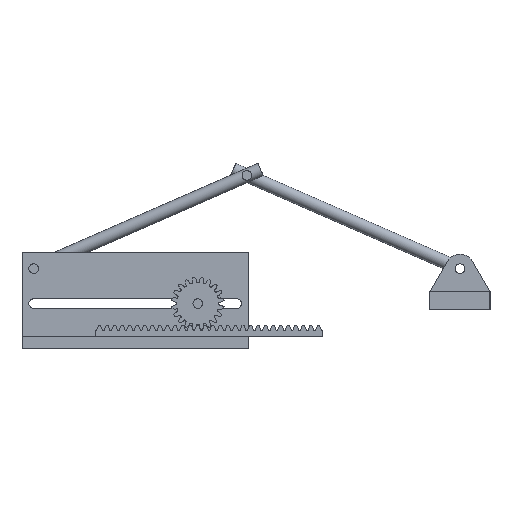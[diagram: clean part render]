
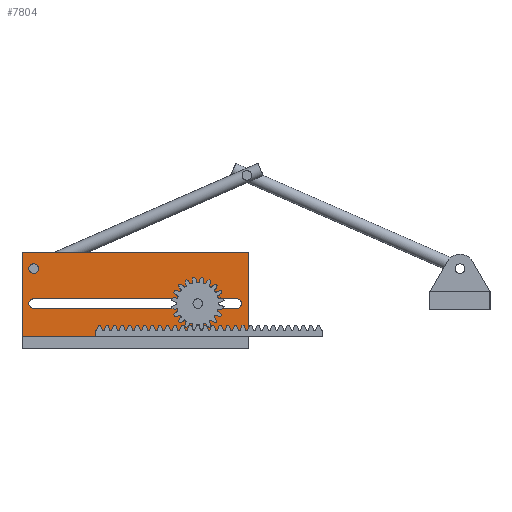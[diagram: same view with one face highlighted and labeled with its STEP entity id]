
A CAD part, front view. The second image highlights one B-rep face of the part: STEP entity #7804.
In plain terms, the highlighted planar face has unit normal (0, -1, 0).
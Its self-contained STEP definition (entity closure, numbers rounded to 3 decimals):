
#25=FACE_BOUND('',#1225,.T.);
#26=FACE_BOUND('',#1226,.T.);
#431=PLANE('',#8566);
#820=FACE_OUTER_BOUND('',#1224,.T.);
#1224=EDGE_LOOP('',(#7091,#7092,#7093,#7094));
#1225=EDGE_LOOP('',(#7095));
#1226=EDGE_LOOP('',(#7096,#7097,#7098,#7099));
#1962=LINE('',#24786,#2706);
#1965=LINE('',#24795,#2709);
#1971=LINE('',#24809,#2715);
#1973=LINE('',#24813,#2717);
#1974=LINE('',#24815,#2718);
#1975=LINE('',#24816,#2719);
#2706=VECTOR('',#10551,10.);
#2709=VECTOR('',#10562,10.);
#2715=VECTOR('',#10572,10.);
#2717=VECTOR('',#10576,10.);
#2718=VECTOR('',#10577,10.);
#2719=VECTOR('',#10578,10.);
#3055=CIRCLE('',#8555,4.);
#3057=CIRCLE('',#8558,4.);
#3059=CIRCLE('',#8562,4.);
#3772=VERTEX_POINT('',#24769);
#3775=VERTEX_POINT('',#24776);
#3776=VERTEX_POINT('',#24778);
#3778=VERTEX_POINT('',#24784);
#3780=VERTEX_POINT('',#24790);
#3785=VERTEX_POINT('',#24806);
#3786=VERTEX_POINT('',#24808);
#3787=VERTEX_POINT('',#24812);
#3788=VERTEX_POINT('',#24814);
#4883=EDGE_CURVE('',#3772,#3772,#3055,.T.);
#4886=EDGE_CURVE('',#3776,#3775,#3057,.T.);
#4890=EDGE_CURVE('',#3775,#3778,#1962,.T.);
#4893=EDGE_CURVE('',#3778,#3780,#3059,.T.);
#4895=EDGE_CURVE('',#3780,#3776,#1965,.T.);
#4901=EDGE_CURVE('',#3786,#3785,#1971,.T.);
#4903=EDGE_CURVE('',#3785,#3787,#1973,.T.);
#4904=EDGE_CURVE('',#3787,#3788,#1974,.T.);
#4905=EDGE_CURVE('',#3788,#3786,#1975,.T.);
#7091=ORIENTED_EDGE('',*,*,#4901,.T.);
#7092=ORIENTED_EDGE('',*,*,#4903,.T.);
#7093=ORIENTED_EDGE('',*,*,#4904,.T.);
#7094=ORIENTED_EDGE('',*,*,#4905,.T.);
#7095=ORIENTED_EDGE('',*,*,#4883,.T.);
#7096=ORIENTED_EDGE('',*,*,#4886,.T.);
#7097=ORIENTED_EDGE('',*,*,#4890,.T.);
#7098=ORIENTED_EDGE('',*,*,#4893,.T.);
#7099=ORIENTED_EDGE('',*,*,#4895,.T.);
#7804=ADVANCED_FACE('',(#820,#25,#26),#431,.F.);
#8555=AXIS2_PLACEMENT_3D('',#24771,#10537,#10538);
#8558=AXIS2_PLACEMENT_3D('',#24779,#10544,#10545);
#8562=AXIS2_PLACEMENT_3D('',#24792,#10557,#10558);
#8566=AXIS2_PLACEMENT_3D('',#24811,#10574,#10575);
#10537=DIRECTION('center_axis',(0.,1.,0.));
#10538=DIRECTION('ref_axis',(-1.,0.,0.));
#10544=DIRECTION('center_axis',(0.,1.,0.));
#10545=DIRECTION('ref_axis',(-1.,0.,0.));
#10551=DIRECTION('',(1.,0.,0.));
#10557=DIRECTION('center_axis',(0.,1.,0.));
#10558=DIRECTION('ref_axis',(-1.,0.,0.));
#10562=DIRECTION('',(-1.,0.,0.));
#10572=DIRECTION('',(1.,0.,0.));
#10574=DIRECTION('center_axis',(0.,1.,0.));
#10575=DIRECTION('ref_axis',(-1.,0.,0.));
#10576=DIRECTION('',(0.,0.,1.));
#10577=DIRECTION('',(-1.,0.,0.));
#10578=DIRECTION('',(0.,0.,-1.));
#24769=CARTESIAN_POINT('',(-63.3,20.,51.565));
#24771=CARTESIAN_POINT('Origin',(-67.3,20.,51.565));
#24776=CARTESIAN_POINT('',(-67.3,20.,26.5));
#24778=CARTESIAN_POINT('',(-67.3,20.,18.5));
#24779=CARTESIAN_POINT('Origin',(-67.3,20.,22.5));
#24784=CARTESIAN_POINT('',(101.674,20.,26.5));
#24786=CARTESIAN_POINT('',(59.431,20.,26.5));
#24790=CARTESIAN_POINT('',(101.674,20.,18.5));
#24792=CARTESIAN_POINT('Origin',(101.674,20.,22.5));
#24795=CARTESIAN_POINT('',(-25.056,20.,18.5));
#24806=CARTESIAN_POINT('',(111.435,20.,-5.));
#24808=CARTESIAN_POINT('',(-77.06,20.,-5.));
#24809=CARTESIAN_POINT('',(64.311,20.,-5.));
#24811=CARTESIAN_POINT('Origin',(17.187,20.,30.));
#24812=CARTESIAN_POINT('',(111.435,20.,65.));
#24813=CARTESIAN_POINT('',(111.435,20.,-5.));
#24814=CARTESIAN_POINT('',(-77.06,20.,65.));
#24815=CARTESIAN_POINT('',(111.435,20.,65.));
#24816=CARTESIAN_POINT('',(-77.06,20.,-5.));
